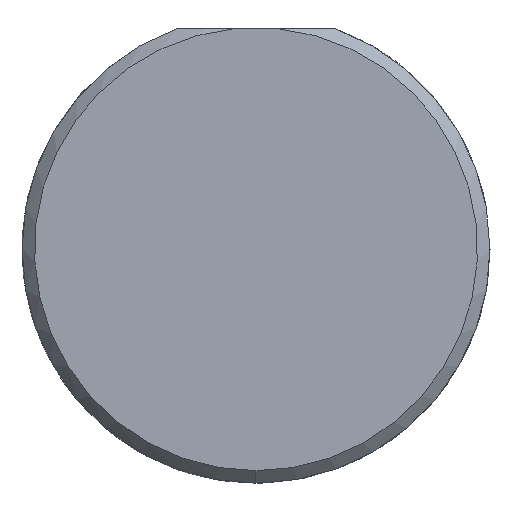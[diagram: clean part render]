
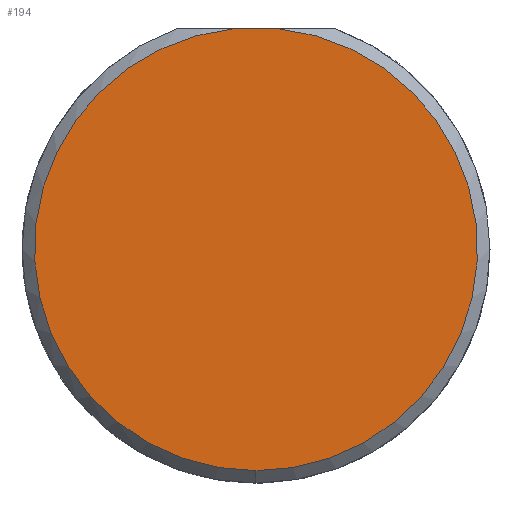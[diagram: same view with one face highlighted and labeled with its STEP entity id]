
A CAD part, left-side view. The second image highlights one B-rep face of the part: STEP entity #194.
In plain terms, the highlighted planar face has unit normal (-1, 0, 0).
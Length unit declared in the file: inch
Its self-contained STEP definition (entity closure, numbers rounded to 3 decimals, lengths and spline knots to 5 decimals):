
#18 = VERTEX_POINT ( 'NONE', #106 ) ;
#34 = DIRECTION ( 'NONE',  ( 0., 0., -1. ) ) ;
#56 = VECTOR ( 'NONE', #332, 39.37008 ) ;
#58 = LINE ( 'NONE', #210, #56 ) ;
#90 = DIRECTION ( 'NONE',  ( 0., 0., -1. ) ) ;
#103 = FACE_OUTER_BOUND ( 'NONE', #508, .T. ) ;
#106 = CARTESIAN_POINT ( 'NONE',  ( 0., 0.01881, 0.17635 ) ) ;
#149 = CARTESIAN_POINT ( 'NONE',  ( 0., 0., 0. ) ) ;
#194 = ADVANCED_FACE ( 'NONE', ( #103 ), #362, .F. ) ;
#210 = CARTESIAN_POINT ( 'NONE',  ( 0., 0.18735, 0.17635 ) ) ;
#223 = ORIENTED_EDGE ( 'NONE', *, *, #262, .T. ) ;
#262 = EDGE_CURVE ( 'NONE', #18, #307, #286, .T. ) ;
#286 = CIRCLE ( 'NONE', #298, 0.17735 ) ;
#290 = EDGE_CURVE ( 'NONE', #405, #18, #58, .T. ) ;
#298 = AXIS2_PLACEMENT_3D ( 'NONE', #651, #368, #523 ) ;
#301 = CARTESIAN_POINT ( 'NONE',  ( 0., 0., 0. ) ) ;
#307 = VERTEX_POINT ( 'NONE', #373 ) ;
#332 = DIRECTION ( 'NONE',  ( 0., 1., 0. ) ) ;
#336 = AXIS2_PLACEMENT_3D ( 'NONE', #301, #574, #34 ) ;
#362 = PLANE ( 'NONE',  #443 ) ;
#368 = DIRECTION ( 'NONE',  ( -1., 0., 0. ) ) ;
#373 = CARTESIAN_POINT ( 'NONE',  ( 0., 0., -0.17735 ) ) ;
#405 = VERTEX_POINT ( 'NONE', #673 ) ;
#443 = AXIS2_PLACEMENT_3D ( 'NONE', #149, #530, #90 ) ;
#478 = EDGE_CURVE ( 'NONE', #307, #405, #665, .T. ) ;
#508 = EDGE_LOOP ( 'NONE', ( #543, #223, #576 ) ) ;
#523 = DIRECTION ( 'NONE',  ( 0., 0., -1. ) ) ;
#530 = DIRECTION ( 'NONE',  ( 1., 0., 0. ) ) ;
#543 = ORIENTED_EDGE ( 'NONE', *, *, #290, .T. ) ;
#574 = DIRECTION ( 'NONE',  ( -1., 0., 0. ) ) ;
#576 = ORIENTED_EDGE ( 'NONE', *, *, #478, .T. ) ;
#651 = CARTESIAN_POINT ( 'NONE',  ( 0., 0., 0. ) ) ;
#665 = CIRCLE ( 'NONE', #336, 0.17735 ) ;
#673 = CARTESIAN_POINT ( 'NONE',  ( 0., -0.01881, 0.17635 ) ) ;
